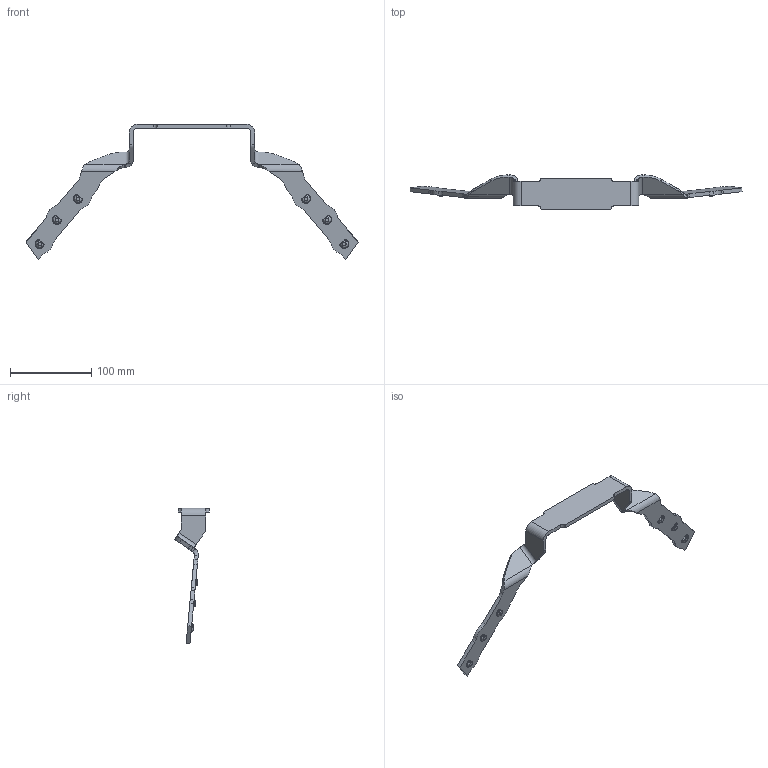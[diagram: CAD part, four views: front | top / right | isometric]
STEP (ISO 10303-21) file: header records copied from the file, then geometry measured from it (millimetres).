
FILE_DESCRIPTION (( 'STEP AP214' ), '1' );
FILE_NAME ('VC4_LowDef.STEP', '2017-09-25T20:47:50', ( 'Temp' ), ( '' ), 'SwSTEP 2.0', 'SolidWorks 2010', '' );
FILE_SCHEMA (( 'AUTOMOTIVE_DESIGN' ));
Length unit declared in the file: inch
Products named in the file (1): VC4_LowDef
Bounding box: 408.39 x 42.27 x 166.73 mm (x, y, z)
Volume: 81319.2 mm3; surface area: 39874.8 mm2
Topology: 1 solids, 1 shells, 152 faces, 388 edges, 244 vertices
Faces by surface type: plane 56, cylinder 54, bspline 42
Entity records: 8165 total; most frequent: CARTESIAN_POINT 4806, ORIENTED_EDGE 776, DIRECTION 590, EDGE_CURVE 388, VERTEX_POINT 244, AXIS2_PLACEMENT_3D 204, LINE 182, VECTOR 182
